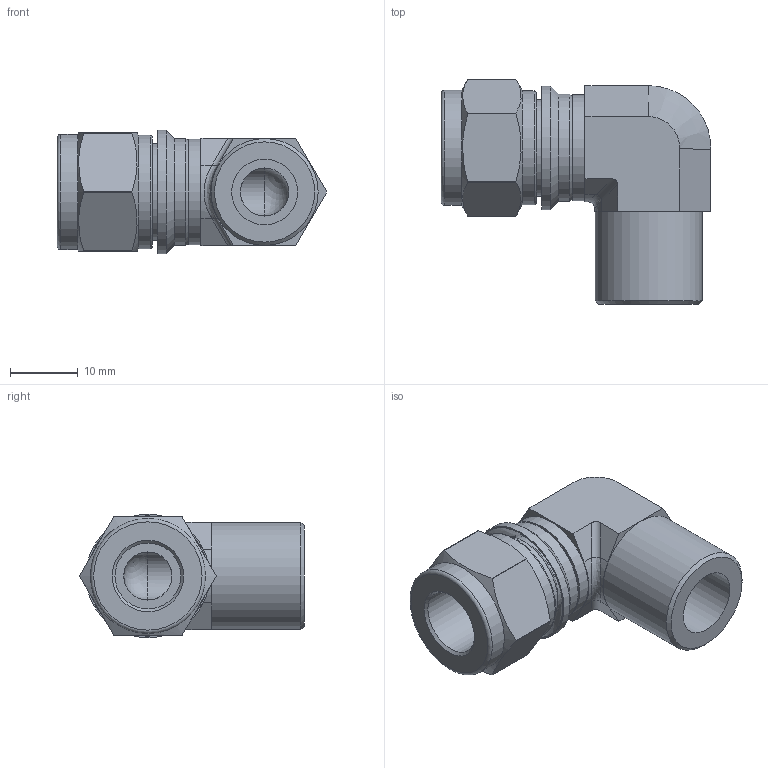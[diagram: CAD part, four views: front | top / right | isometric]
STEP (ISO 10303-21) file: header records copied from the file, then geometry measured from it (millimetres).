
FILE_DESCRIPTION(/* description */ (''),/* implementation_level */ '2;1');
FILE_NAME(/* name */ 'SSWEI-6.stp',/* time_stamp */ '2022-07-08T09:35:16+09:00',/* author */ ('user'),/* organization */ (''),/* preprocessor_version */ 'ST-DEVELOPER v18.1',/* originating_system */ 'Autodesk Inventor 2022',/* authorisation */ '');
FILE_SCHEMA (('AUTOMOTIVE_DESIGN { 1 0 10303 214 3 1 1 }'));
Length unit declared in the file: millimetre
Products named in the file (1): SSWE-6
Bounding box: 39.8 x 33.19 x 18.25 mm (x, y, z)
Volume: 8417.4 mm3; surface area: 5244.2 mm2
Topology: 1 solids, 1 shells, 66 faces, 151 edges, 95 vertices
Faces by surface type: plane 27, cylinder 24, cone 11, torus 2, sphere 1, bspline 1
Full cylindrical faces by diameter (mm): 7.11 x2, 7.112 x1, 9.725 x1, 9.73 x1, 12.5 x1, 13.05 x1, 14.28 x1, 15.633 x1, 15.8 x2, 16.8 x1, 17 x1, 18.25 x1
Entity records: 1920 total; most frequent: CARTESIAN_POINT 369, DIRECTION 337, ORIENTED_EDGE 300, EDGE_CURVE 150, AXIS2_PLACEMENT_3D 135, VERTEX_POINT 95, EDGE_LOOP 77, LINE 67
